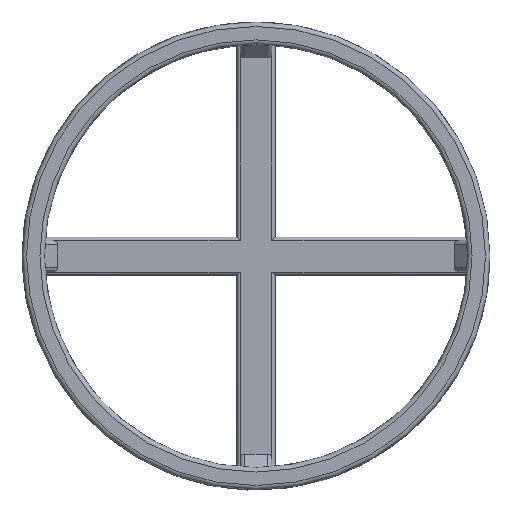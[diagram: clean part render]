
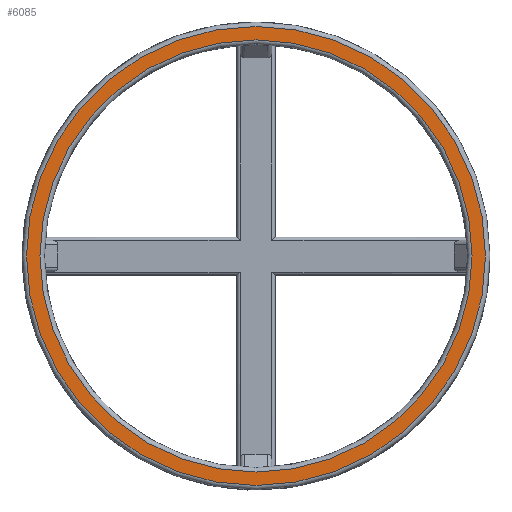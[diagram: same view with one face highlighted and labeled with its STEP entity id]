
A CAD part, top view. The second image highlights one B-rep face of the part: STEP entity #6085.
In plain terms, the highlighted planar face has unit normal (0, 0, 1).
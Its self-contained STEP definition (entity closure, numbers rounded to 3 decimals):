
#324 = TOROIDAL_SURFACE('',#325,48.25,1.);
#325 = AXIS2_PLACEMENT_3D('',#326,#327,#328);
#326 = CARTESIAN_POINT('',(0.,0.,21.));
#327 = DIRECTION('',(0.,0.,1.));
#328 = DIRECTION('',(1.,0.,0.));
#4700 = VERTEX_POINT('',#4701);
#4701 = CARTESIAN_POINT('',(48.25,0.,22.));
#4721 = EDGE_CURVE('',#4700,#4700,#4722,.T.);
#4722 = SURFACE_CURVE('',#4723,(#4728,#4735),.PCURVE_S1.);
#4723 = CIRCLE('',#4724,48.25);
#4724 = AXIS2_PLACEMENT_3D('',#4725,#4726,#4727);
#4725 = CARTESIAN_POINT('',(0.,0.,22.));
#4726 = DIRECTION('',(0.,0.,1.));
#4727 = DIRECTION('',(1.,0.,0.));
#4728 = PCURVE('',#324,#4729);
#4729 = DEFINITIONAL_REPRESENTATION('',(#4730),#4734);
#4730 = LINE('',#4731,#4732);
#4731 = CARTESIAN_POINT('',(0.,1.571));
#4732 = VECTOR('',#4733,1.);
#4733 = DIRECTION('',(1.,0.));
#4734 = ( GEOMETRIC_REPRESENTATION_CONTEXT(2) 
PARAMETRIC_REPRESENTATION_CONTEXT() REPRESENTATION_CONTEXT('2D SPACE',''
  ) );
#4735 = PCURVE('',#4736,#4741);
#4736 = PLANE('',#4737);
#4737 = AXIS2_PLACEMENT_3D('',#4738,#4739,#4740);
#4738 = CARTESIAN_POINT('',(0.,0.,22.)
  );
#4739 = DIRECTION('',(0.,0.,1.));
#4740 = DIRECTION('',(1.,0.,-0.));
#4741 = DEFINITIONAL_REPRESENTATION('',(#4742),#4746);
#4742 = CIRCLE('',#4743,48.25);
#4743 = AXIS2_PLACEMENT_2D('',#4744,#4745);
#4744 = CARTESIAN_POINT('',(0.,0.));
#4745 = DIRECTION('',(1.,0.));
#4746 = ( GEOMETRIC_REPRESENTATION_CONTEXT(2) 
PARAMETRIC_REPRESENTATION_CONTEXT() REPRESENTATION_CONTEXT('2D SPACE',''
  ) );
#6085 = ADVANCED_FACE('',(#6086,#6117),#4736,.T.);
#6086 = FACE_BOUND('',#6087,.T.);
#6087 = EDGE_LOOP('',(#6088));
#6088 = ORIENTED_EDGE('',*,*,#6089,.T.);
#6089 = EDGE_CURVE('',#6090,#6090,#6092,.T.);
#6090 = VERTEX_POINT('',#6091);
#6091 = CARTESIAN_POINT('',(51.25,0.,22.));
#6092 = SURFACE_CURVE('',#6093,(#6098,#6105),.PCURVE_S1.);
#6093 = CIRCLE('',#6094,51.25);
#6094 = AXIS2_PLACEMENT_3D('',#6095,#6096,#6097);
#6095 = CARTESIAN_POINT('',(0.,0.,22.));
#6096 = DIRECTION('',(0.,0.,1.));
#6097 = DIRECTION('',(1.,0.,-0.));
#6098 = PCURVE('',#4736,#6099);
#6099 = DEFINITIONAL_REPRESENTATION('',(#6100),#6104);
#6100 = CIRCLE('',#6101,51.25);
#6101 = AXIS2_PLACEMENT_2D('',#6102,#6103);
#6102 = CARTESIAN_POINT('',(0.,0.));
#6103 = DIRECTION('',(1.,0.));
#6104 = ( GEOMETRIC_REPRESENTATION_CONTEXT(2) 
PARAMETRIC_REPRESENTATION_CONTEXT() REPRESENTATION_CONTEXT('2D SPACE',''
  ) );
#6105 = PCURVE('',#6106,#6111);
#6106 = TOROIDAL_SURFACE('',#6107,51.25,1.);
#6107 = AXIS2_PLACEMENT_3D('',#6108,#6109,#6110);
#6108 = CARTESIAN_POINT('',(0.,0.,21.));
#6109 = DIRECTION('',(0.,0.,1.));
#6110 = DIRECTION('',(1.,0.,-0.));
#6111 = DEFINITIONAL_REPRESENTATION('',(#6112),#6116);
#6112 = LINE('',#6113,#6114);
#6113 = CARTESIAN_POINT('',(0.,1.571));
#6114 = VECTOR('',#6115,1.);
#6115 = DIRECTION('',(1.,0.));
#6116 = ( GEOMETRIC_REPRESENTATION_CONTEXT(2) 
PARAMETRIC_REPRESENTATION_CONTEXT() REPRESENTATION_CONTEXT('2D SPACE',''
  ) );
#6117 = FACE_BOUND('',#6118,.T.);
#6118 = EDGE_LOOP('',(#6119));
#6119 = ORIENTED_EDGE('',*,*,#4721,.F.);
